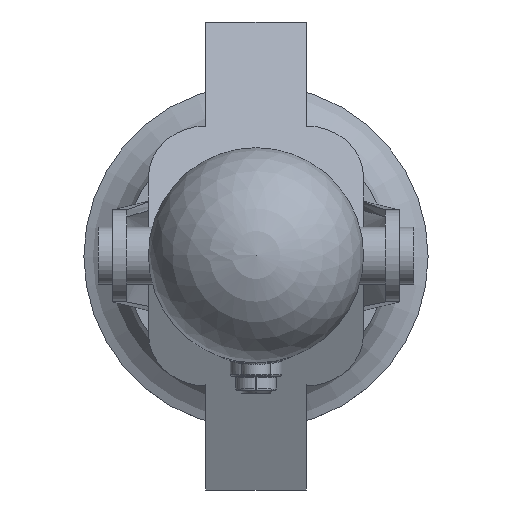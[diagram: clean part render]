
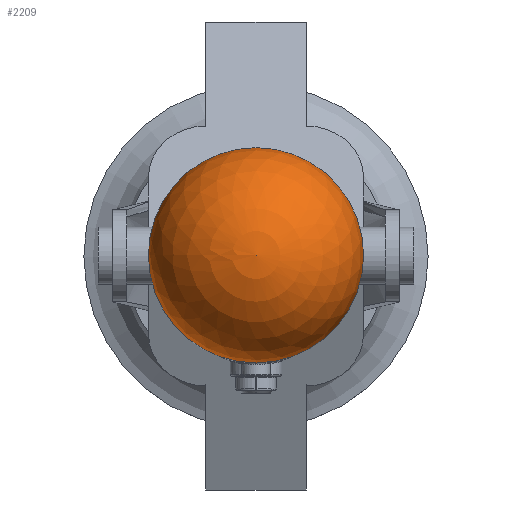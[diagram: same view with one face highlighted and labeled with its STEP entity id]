
A CAD part, top view. The second image highlights one B-rep face of the part: STEP entity #2209.
In plain terms, the highlighted spherical face has radius 37.5 mm.
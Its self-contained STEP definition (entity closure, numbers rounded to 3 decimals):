
#20=SPHERICAL_SURFACE('',#2371,37.5);
#81=CIRCLE('',#2335,37.5);
#99=CIRCLE('',#2372,37.5);
#428=FACE_OUTER_BOUND('',#572,.T.);
#572=EDGE_LOOP('',(#1916,#1917,#1918));
#1023=VERTEX_POINT('',#11882);
#1048=VERTEX_POINT('',#12084);
#1308=EDGE_CURVE('',#1023,#1023,#81,.T.);
#1346=EDGE_CURVE('',#1048,#1023,#99,.T.);
#1916=ORIENTED_EDGE('',*,*,#1308,.T.);
#1917=ORIENTED_EDGE('',*,*,#1346,.F.);
#1918=ORIENTED_EDGE('',*,*,#1346,.T.);
#2209=ADVANCED_FACE('',(#428),#20,.T.);
#2335=AXIS2_PLACEMENT_3D('',#11883,#2642,#2643);
#2371=AXIS2_PLACEMENT_3D('',#12083,#2731,#2732);
#2372=AXIS2_PLACEMENT_3D('',#12085,#2733,#2734);
#2642=DIRECTION('center_axis',(0.,0.,1.));
#2643=DIRECTION('ref_axis',(1.,0.,0.));
#2731=DIRECTION('center_axis',(0.,0.,1.));
#2732=DIRECTION('ref_axis',(1.,0.,0.));
#2733=DIRECTION('center_axis',(0.,-1.,0.));
#2734=DIRECTION('ref_axis',(-1.,0.,0.));
#11882=CARTESIAN_POINT('',(-37.5,0.,260.));
#11883=CARTESIAN_POINT('Origin',(0.,0.,260.));
#12083=CARTESIAN_POINT('Origin',(0.,0.,260.));
#12084=CARTESIAN_POINT('',(0.,0.,
297.5));
#12085=CARTESIAN_POINT('Origin',(0.,0.,260.));
